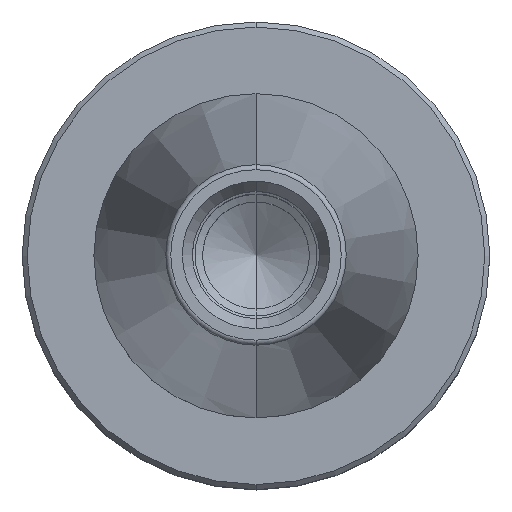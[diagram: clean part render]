
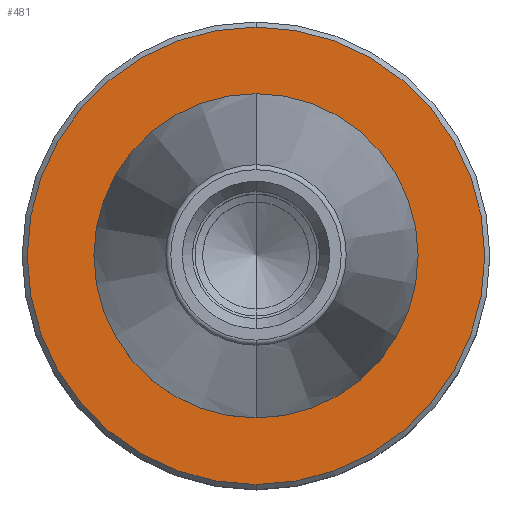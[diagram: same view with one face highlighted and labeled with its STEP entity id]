
A CAD part, top view. The second image highlights one B-rep face of the part: STEP entity #481.
In plain terms, the highlighted planar face has unit normal (0, 0, 1).
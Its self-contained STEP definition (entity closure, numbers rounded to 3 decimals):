
#333=EDGE_CURVE('',#751,#533,#878,.T.);
#365=EDGE_CURVE('',#533,#751,#916,.T.);
#375=VERTEX_POINT('',#926);
#481=ADVANCED_FACE('',(#1044,#1045),#1046,.T.);
#533=VERTEX_POINT('',#1106);
#591=EDGE_CURVE('',#801,#375,#1173,.T.);
#729=EDGE_CURVE('',#375,#801,#1331,.T.);
#751=VERTEX_POINT('',#1355);
#801=VERTEX_POINT('',#1408);
#878=CIRCLE('',#1501,15.948);
#916=CIRCLE('',#1547,15.948);
#926=CARTESIAN_POINT('',(0.,-22.5,-2.0));
#1044=FACE_OUTER_BOUND('',#1714,.T.);
#1045=FACE_BOUND('',#1715,.T.);
#1046=PLANE('',#1716);
#1106=CARTESIAN_POINT('',(0.0,15.948,-2.0));
#1173=CIRCLE('',#1875,22.5);
#1331=CIRCLE('',#2079,22.5);
#1355=CARTESIAN_POINT('',(0.,-15.948,-2.0));
#1408=CARTESIAN_POINT('',(0.0,22.5,-2.0));
#1501=AXIS2_PLACEMENT_3D('',#2276,#2277,#2278);
#1547=AXIS2_PLACEMENT_3D('',#2329,#2330,#2331);
#1714=EDGE_LOOP('',(#2488,#2489));
#1715=EDGE_LOOP('',(#2490,#2491));
#1716=AXIS2_PLACEMENT_3D('',#2492,#2493,#2494);
#1875=AXIS2_PLACEMENT_3D('',#2677,#2678,#2679);
#2079=AXIS2_PLACEMENT_3D('',#2901,#2902,#2903);
#2276=CARTESIAN_POINT('',(0.0,0.0,-2.0));
#2277=DIRECTION('',(0.0,0.0,-1.0));
#2278=DIRECTION('',(0.0,1.0,0.0));
#2329=CARTESIAN_POINT('',(0.0,0.0,-2.0));
#2330=DIRECTION('',(0.0,0.0,-1.0));
#2331=DIRECTION('',(0.0,1.0,0.0));
#2488=ORIENTED_EDGE('',*,*,#591,.F.);
#2489=ORIENTED_EDGE('',*,*,#729,.F.);
#2490=ORIENTED_EDGE('',*,*,#365,.T.);
#2491=ORIENTED_EDGE('',*,*,#333,.T.);
#2492=CARTESIAN_POINT('',(0.0,19.224,-2.0));
#2493=DIRECTION('',(-0.0,0.0,1.0));
#2494=DIRECTION('',(0.0,-1.0,0.0));
#2677=CARTESIAN_POINT('',(0.0,0.0,-2.0));
#2678=DIRECTION('',(0.0,0.0,-1.0));
#2679=DIRECTION('',(0.0,1.0,0.0));
#2901=CARTESIAN_POINT('',(0.0,0.0,-2.0));
#2902=DIRECTION('',(0.0,0.0,-1.0));
#2903=DIRECTION('',(0.0,1.0,0.0));
